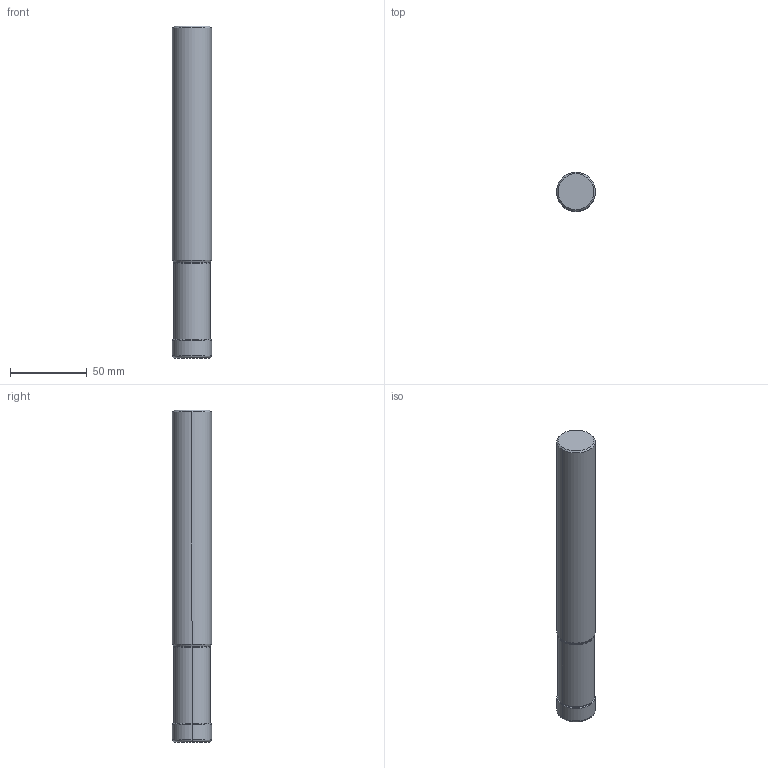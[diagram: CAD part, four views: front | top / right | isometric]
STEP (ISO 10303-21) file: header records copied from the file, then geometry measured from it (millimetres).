
FILE_DESCRIPTION(/* description */ (''),/* implementation_level */ '2;1');
FILE_NAME(/* name */ 'VPX300UR1602SA16L_IR0_063.stp',/* time_stamp */ '2025-08-29T15:08:44+09:00',/* author */ (''),/* organization */ (''),/* preprocessor_version */ 'ST-DEVELOPER v16',/* originating_system */ 'SIEMENS PLM Software NX 10.0',/* authorisation */ '');
FILE_SCHEMA (('AUTOMOTIVE_DESIGN { 1 0 10303 214 3 1 1 1 }'));
Length unit declared in the file: millimetre
Products named in the file (1): VPX300UR1602SA16L_IR0_063_ASM
Bounding box: 25.4 x 25.4 x 215.9 mm (x, y, z)
Volume: 108851.2 mm3; surface area: 19776.1 mm2
Topology: 2 solids, 2 shells, 57 faces, 136 edges, 101 vertices
Faces by surface type: revolution 22, torus 14, cone 8, cylinder 6, bspline 4, plane 3
Entity records: 2778 total; most frequent: CARTESIAN_POINT 1376, DIRECTION 282, ORIENTED_EDGE 236, AXIS2_PLACEMENT_3D 122, EDGE_CURVE 118, CIRCLE 83, VERTEX_POINT 64, EDGE_LOOP 58
